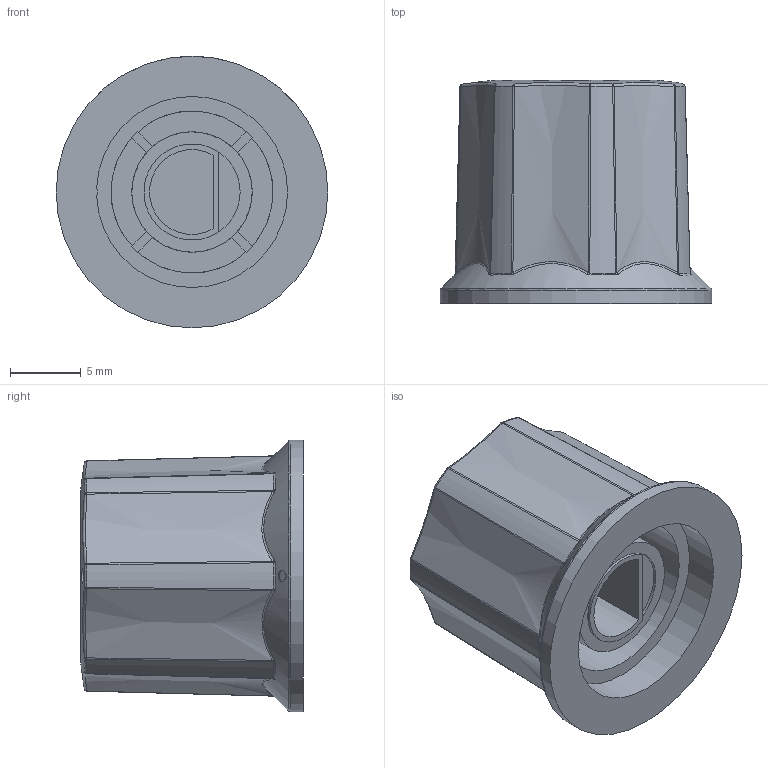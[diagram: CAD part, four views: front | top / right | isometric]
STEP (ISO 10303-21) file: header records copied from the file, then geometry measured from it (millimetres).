
FILE_DESCRIPTION(/* description */ (''),/* implementation_level */ '2;1');
FILE_NAME(/* name */ 'minitaur knob small.step',/* time_stamp */ '2017-05-20T17:23:29+02:00',/* author */ (''),/* organization */ (''),/* preprocessor_version */ 'ST-DEVELOPER v16.13',/* originating_system */ 'Autodesk Translation Framework v6.1.1.50',/* authorisation */ '');
FILE_SCHEMA (('AUTOMOTIVE_DESIGN { 1 0 10303 214 3 1 1 }'));
Length unit declared in the file: millimetre
Products named in the file (1): minitaur knob little v1
Bounding box: 19.2 x 15.75 x 19.2 mm (x, y, z)
Volume: 2268.3 mm3; surface area: 2658.1 mm2
Topology: 2 solids, 2 shells, 129 faces, 280 edges, 161 vertices
Faces by surface type: bspline 46, plane 27, cone 17, torus 16, sphere 14, cylinder 9
Full cylindrical faces by diameter (mm): 8.5 x1, 11.45 x1, 12 x1, 19.2 x1
Entity records: 4444 total; most frequent: CARTESIAN_POINT 1814, ORIENTED_EDGE 542, DIRECTION 512, EDGE_CURVE 271, AXIS2_PLACEMENT_3D 233, VERTEX_POINT 160, EDGE_LOOP 143, CIRCLE 135
